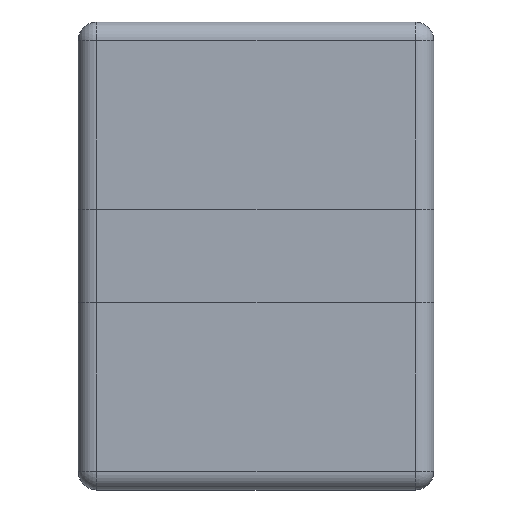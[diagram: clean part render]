
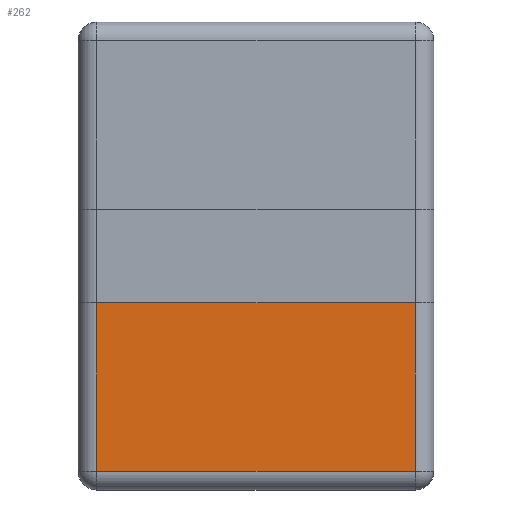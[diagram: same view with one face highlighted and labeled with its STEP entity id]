
A CAD part, left-side view. The second image highlights one B-rep face of the part: STEP entity #262.
In plain terms, the highlighted planar face has unit normal (-1, 0, 0).
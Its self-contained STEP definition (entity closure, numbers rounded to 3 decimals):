
#182 = CARTESIAN_POINT ( 'NONE',  ( -1., 0.9, -0.125 ) ) ;
#262 = ADVANCED_FACE ( 'NONE', ( #5304 ), #5407, .F. ) ;
#451 = VECTOR ( 'NONE', #661, 1000. ) ;
#556 = ORIENTED_EDGE ( 'NONE', *, *, #4228, .T. ) ;
#655 = EDGE_CURVE ( 'NONE', #780, #4735, #1396, .T. ) ;
#661 = DIRECTION ( 'NONE',  ( 0., -1., 0. ) ) ;
#780 = VERTEX_POINT ( 'NONE', #3530 ) ;
#847 = VERTEX_POINT ( 'NONE', #2752 ) ;
#914 = EDGE_LOOP ( 'NONE', ( #556, #3073, #1064, #3832 ) ) ;
#922 = EDGE_CURVE ( 'NONE', #1493, #847, #4549, .T. ) ;
#954 = DIRECTION ( 'NONE',  ( 0., 0., 1. ) ) ;
#1064 = ORIENTED_EDGE ( 'NONE', *, *, #5513, .T. ) ;
#1297 = CARTESIAN_POINT ( 'NONE',  ( -1., 0.9, -0.575 ) ) ;
#1396 = LINE ( 'NONE', #3380, #3033 ) ;
#1493 = VERTEX_POINT ( 'NONE', #1297 ) ;
#2076 = VECTOR ( 'NONE', #5648, 1000. ) ;
#2468 = AXIS2_PLACEMENT_3D ( 'NONE', #5449, #4579, #4145 ) ;
#2644 = LINE ( 'NONE', #3477, #4644 ) ;
#2752 = CARTESIAN_POINT ( 'NONE',  ( -1., 0.05, -0.575 ) ) ;
#3033 = VECTOR ( 'NONE', #4260, 1000. ) ;
#3073 = ORIENTED_EDGE ( 'NONE', *, *, #655, .T. ) ;
#3380 = CARTESIAN_POINT ( 'NONE',  ( -1., 0.95, -0.125 ) ) ;
#3389 = LINE ( 'NONE', #4244, #2076 ) ;
#3477 = CARTESIAN_POINT ( 'NONE',  ( -1., 0.05, 0.625 ) ) ;
#3530 = CARTESIAN_POINT ( 'NONE',  ( -1., 0.05, -0.125 ) ) ;
#3832 = ORIENTED_EDGE ( 'NONE', *, *, #922, .T. ) ;
#4025 = CARTESIAN_POINT ( 'NONE',  ( -1., 0.95, -0.575 ) ) ;
#4145 = DIRECTION ( 'NONE',  ( 0., 0., -1. ) ) ;
#4228 = EDGE_CURVE ( 'NONE', #847, #780, #2644, .T. ) ;
#4244 = CARTESIAN_POINT ( 'NONE',  ( -1., 0.9, -0.625 ) ) ;
#4260 = DIRECTION ( 'NONE',  ( 0., 1., 0. ) ) ;
#4549 = LINE ( 'NONE', #4025, #451 ) ;
#4579 = DIRECTION ( 'NONE',  ( 1., 0., 0. ) ) ;
#4644 = VECTOR ( 'NONE', #954, 1000. ) ;
#4735 = VERTEX_POINT ( 'NONE', #182 ) ;
#5304 = FACE_OUTER_BOUND ( 'NONE', #914, .T. ) ;
#5407 = PLANE ( 'NONE',  #2468 ) ;
#5449 = CARTESIAN_POINT ( 'NONE',  ( -1., 0.95, 0.625 ) ) ;
#5513 = EDGE_CURVE ( 'NONE', #4735, #1493, #3389, .T. ) ;
#5648 = DIRECTION ( 'NONE',  ( 0., 0., -1. ) ) ;
